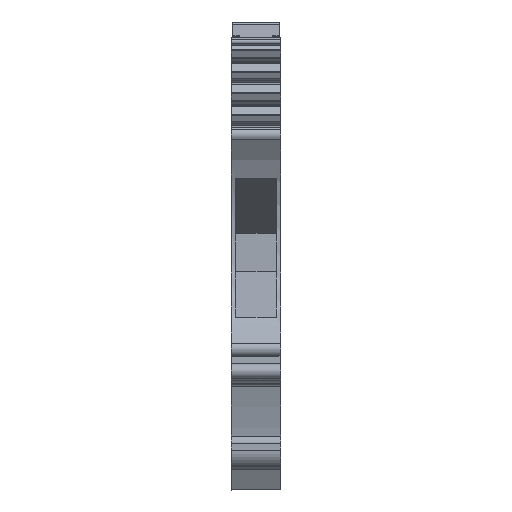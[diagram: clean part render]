
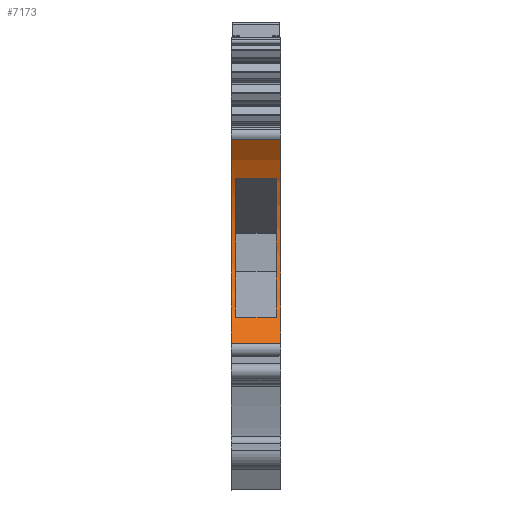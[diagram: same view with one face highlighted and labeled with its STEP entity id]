
A CAD part, front view. The second image highlights one B-rep face of the part: STEP entity #7173.
In plain terms, the highlighted cylindrical face has radius 15.05 mm (diameter 30.1 mm), a partial arc.
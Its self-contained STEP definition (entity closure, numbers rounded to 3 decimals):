
#1108=AXIS2_PLACEMENT_3D('Circle Axis2P3D',#1106,#1107,$) ;
#2697=AXIS2_PLACEMENT_3D('Circle Axis2P3D',#2695,#2696,$) ;
#7126=AXIS2_PLACEMENT_3D('Cylinder Axis2P3D',#7123,#7124,#7125) ;
#7150=AXIS2_PLACEMENT_3D('Circle Axis2P3D',#7148,#7149,$) ;
#7164=AXIS2_PLACEMENT_3D('Circle Axis2P3D',#7162,#7163,$) ;
#1103=CARTESIAN_POINT('Vertex',(0.,4.261,14.969)) ;
#1106=CARTESIAN_POINT('Axis2P3D Location',(0.,-5.549,26.382)) ;
#1110=CARTESIAN_POINT('Vertex',(0.,6.167,35.828)) ;
#2692=CARTESIAN_POINT('Vertex',(5.1,6.167,35.828)) ;
#2695=CARTESIAN_POINT('Axis2P3D Location',(5.1,-5.549,26.382)) ;
#2699=CARTESIAN_POINT('Vertex',(5.1,4.261,14.969)) ;
#7109=CARTESIAN_POINT('Line Origine',(2.55,4.261,14.969)) ;
#7123=CARTESIAN_POINT('Axis2P3D Location',(3.1,-5.549,26.382)) ;
#7128=CARTESIAN_POINT('Line Origine',(3.1,6.167,35.828)) ;
#7139=CARTESIAN_POINT('Line Origine',(3.1,8.472,31.85)) ;
#7143=CARTESIAN_POINT('Vertex',(4.6,8.472,31.85)) ;
#7145=CARTESIAN_POINT('Vertex',(0.5,8.472,31.85)) ;
#7148=CARTESIAN_POINT('Axis2P3D Location',(4.6,-5.549,26.382)) ;
#7152=CARTESIAN_POINT('Vertex',(4.6,6.709,17.65)) ;
#7155=CARTESIAN_POINT('Line Origine',(3.1,6.709,17.65)) ;
#7159=CARTESIAN_POINT('Vertex',(0.5,6.709,17.65)) ;
#7162=CARTESIAN_POINT('Axis2P3D Location',(0.5,-5.549,26.382)) ;
#1107=DIRECTION('Axis2P3D Direction',(-1.,0.,0.)) ;
#2696=DIRECTION('Axis2P3D Direction',(1.,0.,0.)) ;
#7110=DIRECTION('Vector Direction',(-1.,0.,0.)) ;
#7124=DIRECTION('Axis2P3D Direction',(-1.,0.,0.)) ;
#7125=DIRECTION('Axis2P3D XDirection',(0.,0.779,0.628)) ;
#7129=DIRECTION('Vector Direction',(-1.,0.,0.)) ;
#7140=DIRECTION('Vector Direction',(-1.,0.,0.)) ;
#7149=DIRECTION('Axis2P3D Direction',(-1.,0.,0.)) ;
#7156=DIRECTION('Vector Direction',(-1.,0.,0.)) ;
#7163=DIRECTION('Axis2P3D Direction',(-1.,0.,0.)) ;
#7111=VECTOR('Line Direction',#7110,1.) ;
#7130=VECTOR('Line Direction',#7129,1.) ;
#7141=VECTOR('Line Direction',#7140,1.) ;
#7157=VECTOR('Line Direction',#7156,1.) ;
#7134=ORIENTED_EDGE('',*,*,#7113,.T.) ;
#7135=ORIENTED_EDGE('',*,*,#2701,.F.) ;
#7136=ORIENTED_EDGE('',*,*,#7132,.F.) ;
#7137=ORIENTED_EDGE('',*,*,#1112,.F.) ;
#7168=ORIENTED_EDGE('',*,*,#7147,.F.) ;
#7169=ORIENTED_EDGE('',*,*,#7154,.T.) ;
#7170=ORIENTED_EDGE('',*,*,#7161,.T.) ;
#7171=ORIENTED_EDGE('',*,*,#7166,.F.) ;
#7172=FACE_BOUND('',#7167,.T.) ;
#7173=ADVANCED_FACE('WTR 2.5 STB2.3',(#7138,#7172),#7127,.F.) ;
#1109=CIRCLE('generated circle',#1108,15.05) ;
#2698=CIRCLE('generated circle',#2697,15.05) ;
#7151=CIRCLE('generated circle',#7150,15.05) ;
#7165=CIRCLE('generated circle',#7164,15.05) ;
#7127=CYLINDRICAL_SURFACE('generated cylinder',#7126,15.05) ;
#1112=EDGE_CURVE('',#1104,#1111,#1109,.F.) ;
#2701=EDGE_CURVE('',#2693,#2700,#2698,.F.) ;
#7113=EDGE_CURVE('',#1104,#2700,#7112,.F.) ;
#7132=EDGE_CURVE('',#1111,#2693,#7131,.F.) ;
#7147=EDGE_CURVE('',#7144,#7146,#7142,.T.) ;
#7154=EDGE_CURVE('',#7144,#7153,#7151,.T.) ;
#7161=EDGE_CURVE('',#7153,#7160,#7158,.T.) ;
#7166=EDGE_CURVE('',#7146,#7160,#7165,.T.) ;
#7133=EDGE_LOOP('',(#7134,#7135,#7136,#7137)) ;
#7167=EDGE_LOOP('',(#7168,#7169,#7170,#7171)) ;
#7138=FACE_OUTER_BOUND('',#7133,.T.) ;
#7112=LINE('Line',#7109,#7111) ;
#7131=LINE('Line',#7128,#7130) ;
#7142=LINE('Line',#7139,#7141) ;
#7158=LINE('Line',#7155,#7157) ;
#1104=VERTEX_POINT('',#1103) ;
#1111=VERTEX_POINT('',#1110) ;
#2693=VERTEX_POINT('',#2692) ;
#2700=VERTEX_POINT('',#2699) ;
#7144=VERTEX_POINT('',#7143) ;
#7146=VERTEX_POINT('',#7145) ;
#7153=VERTEX_POINT('',#7152) ;
#7160=VERTEX_POINT('',#7159) ;
